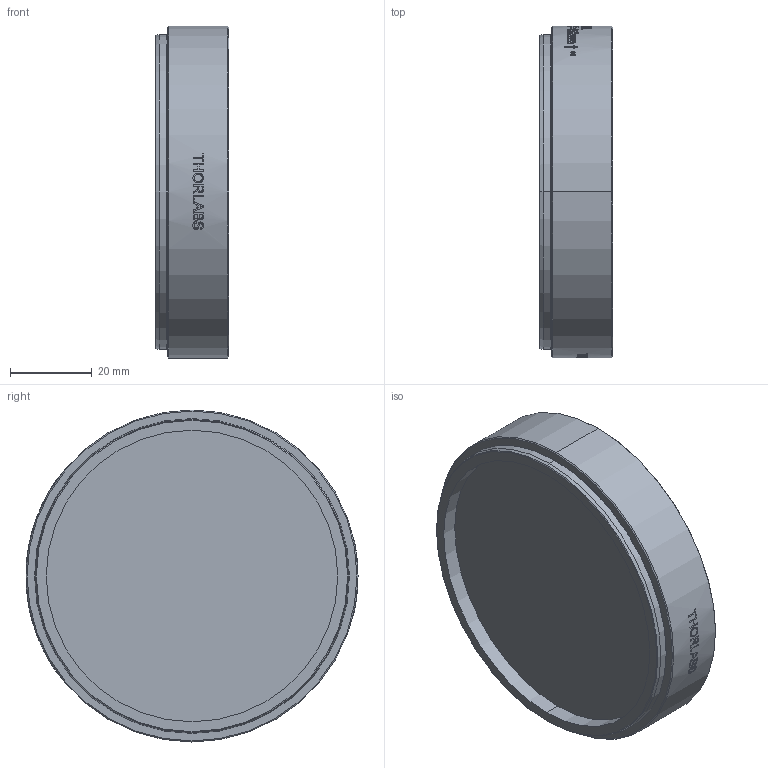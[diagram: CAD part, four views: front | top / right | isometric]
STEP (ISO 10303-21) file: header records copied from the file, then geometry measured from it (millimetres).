
FILE_DESCRIPTION (( 'STEP AP203' ), '1' );
FILE_NAME ('TTN039255-E0W.STEP', '2016-06-16T20:04:07', ( 'admin' ), ( '' ), 'SwSTEP 2.0', 'SolidWorks 2016', '' );
FILE_SCHEMA (( 'CONFIG_CONTROL_DESIGN' ));
Length unit declared in the file: inch
Products named in the file (1): TTN039255-E0W
Bounding box: 18.03 x 81.28 x 81.28 mm (x, y, z)
Volume: 50168.7 mm3; surface area: 23517.6 mm2
Topology: 3 solids, 3 shells, 114 faces, 579 edges, 526 vertices
Faces by surface type: cylinder 73, cone 22, plane 17, torus 2
Entity records: 10380 total; most frequent: CARTESIAN_POINT 5664, ORIENTED_EDGE 1154, DIRECTION 762, EDGE_CURVE 577, VERTEX_POINT 526, AXIS2_PLACEMENT_3D 307, B_SPLINE_CURVE_WITH_KNOTS 237, CIRCLE 192
